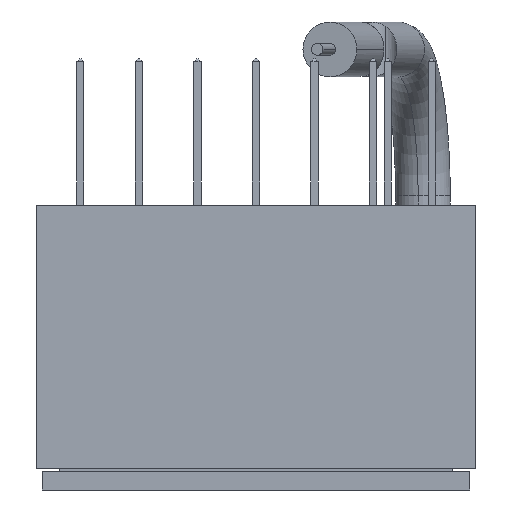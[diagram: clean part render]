
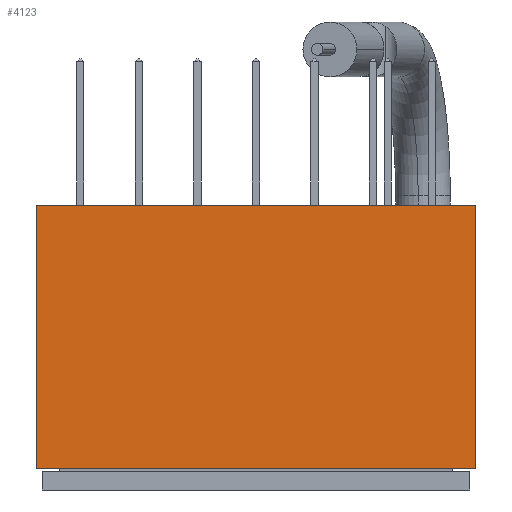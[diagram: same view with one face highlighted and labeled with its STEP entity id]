
A CAD part, left-side view. The second image highlights one B-rep face of the part: STEP entity #4123.
In plain terms, the highlighted planar face has unit normal (-1, 0, 0).
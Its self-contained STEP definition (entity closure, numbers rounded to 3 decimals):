
#7 = LINE ( 'NONE', #6714, #813 ) ;
#205 = EDGE_CURVE ( 'NONE', #2488, #6274, #5244, .T. ) ;
#410 = AXIS2_PLACEMENT_3D ( 'NONE', #3956, #4931, #4486 ) ;
#480 = CARTESIAN_POINT ( 'NONE',  ( 218.948, 138.43, 0. ) ) ;
#557 = PLANE ( 'NONE',  #410 ) ;
#747 = ORIENTED_EDGE ( 'NONE', *, *, #1962, .T. ) ;
#813 = VECTOR ( 'NONE', #5549, 1000. ) ;
#1249 = VERTEX_POINT ( 'NONE', #480 ) ;
#1509 = CARTESIAN_POINT ( 'NONE',  ( 218.948, 138.43, 22.86 ) ) ;
#1563 = DIRECTION ( 'NONE',  ( 0., 0., 1. ) ) ;
#1635 = LINE ( 'NONE', #2761, #6925 ) ;
#1788 = VERTEX_POINT ( 'NONE', #1509 ) ;
#1910 = LINE ( 'NONE', #3613, #5009 ) ;
#1962 = EDGE_CURVE ( 'NONE', #1788, #6274, #7, .T. ) ;
#2488 = VERTEX_POINT ( 'NONE', #6230 ) ;
#2761 = CARTESIAN_POINT ( 'NONE',  ( 218.948, 138.43, 0. ) ) ;
#3058 = DIRECTION ( 'NONE',  ( 0., 1., 0. ) ) ;
#3613 = CARTESIAN_POINT ( 'NONE',  ( 218.948, 138.43, 0. ) ) ;
#3651 = EDGE_CURVE ( 'NONE', #1249, #1788, #1635, .T. ) ;
#3956 = CARTESIAN_POINT ( 'NONE',  ( 218.948, 138.43, 0. ) ) ;
#4033 = DIRECTION ( 'NONE',  ( 0., 0., 1. ) ) ;
#4123 = ADVANCED_FACE ( 'NONE', ( #7330 ), #557, .T. ) ;
#4486 = DIRECTION ( 'NONE',  ( 0., 0., 1. ) ) ;
#4487 = ORIENTED_EDGE ( 'NONE', *, *, #5521, .F. ) ;
#4665 = CARTESIAN_POINT ( 'NONE',  ( 218.948, 176.53, 22.86 ) ) ;
#4931 = DIRECTION ( 'NONE',  ( -1., 0., 0. ) ) ;
#5009 = VECTOR ( 'NONE', #3058, 1000. ) ;
#5244 = LINE ( 'NONE', #6960, #6366 ) ;
#5288 = ORIENTED_EDGE ( 'NONE', *, *, #3651, .T. ) ;
#5521 = EDGE_CURVE ( 'NONE', #1249, #2488, #1910, .T. ) ;
#5549 = DIRECTION ( 'NONE',  ( 0., 1., 0. ) ) ;
#5659 = ORIENTED_EDGE ( 'NONE', *, *, #205, .F. ) ;
#6230 = CARTESIAN_POINT ( 'NONE',  ( 218.948, 176.53, 0. ) ) ;
#6274 = VERTEX_POINT ( 'NONE', #4665 ) ;
#6366 = VECTOR ( 'NONE', #4033, 1000. ) ;
#6395 = EDGE_LOOP ( 'NONE', ( #747, #5659, #4487, #5288 ) ) ;
#6714 = CARTESIAN_POINT ( 'NONE',  ( 218.948, 138.43, 22.86 ) ) ;
#6925 = VECTOR ( 'NONE', #1563, 1000. ) ;
#6960 = CARTESIAN_POINT ( 'NONE',  ( 218.948, 176.53, 0. ) ) ;
#7330 = FACE_OUTER_BOUND ( 'NONE', #6395, .T. ) ;
